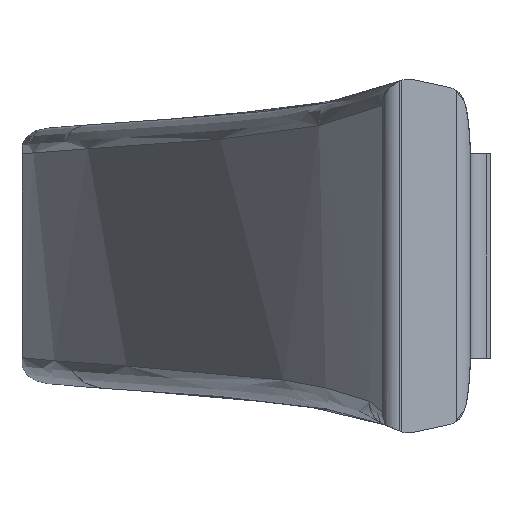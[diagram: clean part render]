
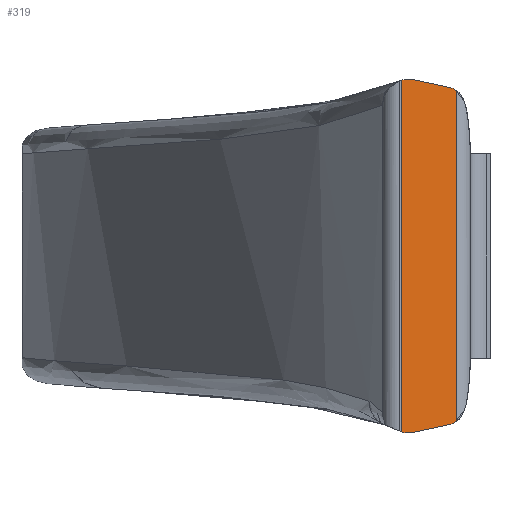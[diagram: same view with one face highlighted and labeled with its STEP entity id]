
A CAD part, left-side view. The second image highlights one B-rep face of the part: STEP entity #319.
In plain terms, the highlighted planar face has unit normal (-0.991, -0.137, 0).
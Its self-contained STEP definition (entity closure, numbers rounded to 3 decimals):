
#115 = VERTEX_POINT ( 'NONE', #1402 ) ;
#226 = VECTOR ( 'NONE', #3029, 1000. ) ;
#310 = CARTESIAN_POINT ( 'NONE',  ( -102.579, 5.16, -10.35 ) ) ;
#319 = ADVANCED_FACE ( 'NONE', ( #333 ), #4414, .F. ) ;
#333 = FACE_OUTER_BOUND ( 'NONE', #1169, .T. ) ;
#465 = EDGE_CURVE ( 'NONE', #1312, #4769, #5308, .T. ) ;
#514 = CARTESIAN_POINT ( 'NONE',  ( -102.494, 4.541, 10.35 ) ) ;
#658 = EDGE_CURVE ( 'NONE', #5702, #3109, #4021, .T. ) ;
#859 = CARTESIAN_POINT ( 'NONE',  ( -102.192, 2.36, 9.876 ) ) ;
#1076 = CARTESIAN_POINT ( 'NONE',  ( -101.992, 0.913, -9.561 ) ) ;
#1169 = EDGE_LOOP ( 'NONE', ( #2084, #5403, #2264, #5720, #3680, #3479, #4722, #3325, #1218, #4275 ) ) ;
#1178 = B_SPLINE_CURVE_WITH_KNOTS ( 'NONE', 3,
 ( #5033, #2224, #4085, #859 ),
 .UNSPECIFIED., .F., .F.,
 ( 4, 4 ),
 ( 0., 0. ),
 .UNSPECIFIED. ) ;
#1212 = LINE ( 'NONE', #310, #226 ) ;
#1218 = ORIENTED_EDGE ( 'NONE', *, *, #4449, .F. ) ;
#1312 = VERTEX_POINT ( 'NONE', #2975 ) ;
#1402 = CARTESIAN_POINT ( 'NONE',  ( -102.579, 5.16, -10.306 ) ) ;
#1502 = CARTESIAN_POINT ( 'NONE',  ( -102.192, 2.361, -9.876 ) ) ;
#1726 = VECTOR ( 'NONE', #3366, 1000. ) ;
#1741 = LINE ( 'NONE', #3636, #3090 ) ;
#1751 = B_SPLINE_CURVE_WITH_KNOTS ( 'NONE', 3,
 ( #1502, #1963, #1859, #4675 ),
 .UNSPECIFIED., .F., .F.,
 ( 4, 4 ),
 ( 0., 0. ),
 .UNSPECIFIED. ) ;
#1815 = DIRECTION ( 'NONE',  ( 0.13, -0.942, -0.31 ) ) ;
#1859 = CARTESIAN_POINT ( 'NONE',  ( -102.154, 2.087, -9.786 ) ) ;
#1963 = CARTESIAN_POINT ( 'NONE',  ( -102.173, 2.219, -9.846 ) ) ;
#2084 = ORIENTED_EDGE ( 'NONE', *, *, #5348, .T. ) ;
#2089 = CARTESIAN_POINT ( 'NONE',  ( -102.138, 1.968, -9.702 ) ) ;
#2224 = CARTESIAN_POINT ( 'NONE',  ( -102.154, 2.087, 9.786 ) ) ;
#2264 = ORIENTED_EDGE ( 'NONE', *, *, #2478, .T. ) ;
#2356 = VECTOR ( 'NONE', #1815, 1000. ) ;
#2394 = VERTEX_POINT ( 'NONE', #4677 ) ;
#2417 = CARTESIAN_POINT ( 'NONE',  ( -102.192, 2.36, 9.876 ) ) ;
#2478 = EDGE_CURVE ( 'NONE', #3330, #2394, #1212, .T. ) ;
#2623 = LINE ( 'NONE', #3155, #5711 ) ;
#2952 = LINE ( 'NONE', #5338, #5805 ) ;
#2975 = CARTESIAN_POINT ( 'NONE',  ( -102.56, 5.023, 10.35 ) ) ;
#3029 = DIRECTION ( 'NONE',  ( 0.137, -0.991, 0. ) ) ;
#3090 = VECTOR ( 'NONE', #3981, 1000. ) ;
#3109 = VERTEX_POINT ( 'NONE', #514 ) ;
#3144 = CARTESIAN_POINT ( 'NONE',  ( -102.575, 5.133, 10.479 ) ) ;
#3155 = CARTESIAN_POINT ( 'NONE',  ( -102.138, 1.968, 10.35 ) ) ;
#3185 = DIRECTION ( 'NONE',  ( 0., 0., -1. ) ) ;
#3207 = CARTESIAN_POINT ( 'NONE',  ( -103.413, 11.192, -8.32 ) ) ;
#3245 = CARTESIAN_POINT ( 'NONE',  ( -102.579, 5.16, 10.306 ) ) ;
#3325 = ORIENTED_EDGE ( 'NONE', *, *, #658, .T. ) ;
#3330 = VERTEX_POINT ( 'NONE', #4192 ) ;
#3366 = DIRECTION ( 'NONE',  ( 0.134, -0.968, 0.211 ) ) ;
#3368 = CARTESIAN_POINT ( 'NONE',  ( -102.577, 5.148, 10.31 ) ) ;
#3479 = ORIENTED_EDGE ( 'NONE', *, *, #4020, .F. ) ;
#3498 = EDGE_CURVE ( 'NONE', #2394, #3739, #5675, .T. ) ;
#3538 = DIRECTION ( 'NONE',  ( -0.134, 0.968, 0.211 ) ) ;
#3636 = CARTESIAN_POINT ( 'NONE',  ( -102.579, 5.16, 10.35 ) ) ;
#3680 = ORIENTED_EDGE ( 'NONE', *, *, #4207, .T. ) ;
#3739 = VERTEX_POINT ( 'NONE', #3982 ) ;
#3981 = DIRECTION ( 'NONE',  ( 0., 0., -1. ) ) ;
#3982 = CARTESIAN_POINT ( 'NONE',  ( -102.192, 2.361, -9.876 ) ) ;
#3990 = DIRECTION ( 'NONE',  ( 0.991, 0.137, 0. ) ) ;
#4000 = CARTESIAN_POINT ( 'NONE',  ( -102.138, 1.968, 9.703 ) ) ;
#4020 = EDGE_CURVE ( 'NONE', #5593, #5028, #2623, .T. ) ;
#4021 = LINE ( 'NONE', #3144, #5877 ) ;
#4073 = EDGE_CURVE ( 'NONE', #5593, #5702, #1178, .T. ) ;
#4085 = CARTESIAN_POINT ( 'NONE',  ( -102.173, 2.219, 9.846 ) ) ;
#4192 = CARTESIAN_POINT ( 'NONE',  ( -102.561, 5.025, -10.35 ) ) ;
#4207 = EDGE_CURVE ( 'NONE', #3739, #5028, #1751, .T. ) ;
#4275 = ORIENTED_EDGE ( 'NONE', *, *, #465, .T. ) ;
#4411 = VECTOR ( 'NONE', #5738, 1000. ) ;
#4414 = PLANE ( 'NONE',  #5560 ) ;
#4443 = DIRECTION ( 'NONE',  ( -0.137, 0.991, 0. ) ) ;
#4449 = EDGE_CURVE ( 'NONE', #1312, #3109, #2952, .T. ) ;
#4675 = CARTESIAN_POINT ( 'NONE',  ( -102.138, 1.968, -9.702 ) ) ;
#4677 = CARTESIAN_POINT ( 'NONE',  ( -102.494, 4.541, -10.35 ) ) ;
#4722 = ORIENTED_EDGE ( 'NONE', *, *, #4073, .T. ) ;
#4769 = VERTEX_POINT ( 'NONE', #3245 ) ;
#4826 = DIRECTION ( 'NONE',  ( 0.137, -0.991, 0. ) ) ;
#5028 = VERTEX_POINT ( 'NONE', #2089 ) ;
#5033 = CARTESIAN_POINT ( 'NONE',  ( -102.138, 1.968, 9.703 ) ) ;
#5308 = LINE ( 'NONE', #3368, #4411 ) ;
#5338 = CARTESIAN_POINT ( 'NONE',  ( -102.579, 5.16, 10.35 ) ) ;
#5348 = EDGE_CURVE ( 'NONE', #4769, #115, #1741, .T. ) ;
#5403 = ORIENTED_EDGE ( 'NONE', *, *, #5912, .T. ) ;
#5509 = LINE ( 'NONE', #3207, #2356 ) ;
#5560 = AXIS2_PLACEMENT_3D ( 'NONE', #5853, #3990, #4443 ) ;
#5593 = VERTEX_POINT ( 'NONE', #4000 ) ;
#5675 = LINE ( 'NONE', #1076, #1726 ) ;
#5702 = VERTEX_POINT ( 'NONE', #2417 ) ;
#5711 = VECTOR ( 'NONE', #3185, 1000. ) ;
#5720 = ORIENTED_EDGE ( 'NONE', *, *, #3498, .T. ) ;
#5738 = DIRECTION ( 'NONE',  ( -0.13, 0.944, -0.303 ) ) ;
#5805 = VECTOR ( 'NONE', #4826, 1000. ) ;
#5853 = CARTESIAN_POINT ( 'NONE',  ( -102.579, 5.16, 10.35 ) ) ;
#5877 = VECTOR ( 'NONE', #3538, 1000. ) ;
#5912 = EDGE_CURVE ( 'NONE', #115, #3330, #5509, .T. ) ;
